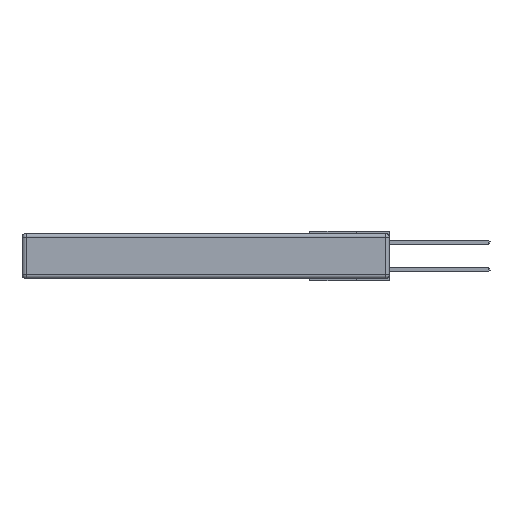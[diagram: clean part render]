
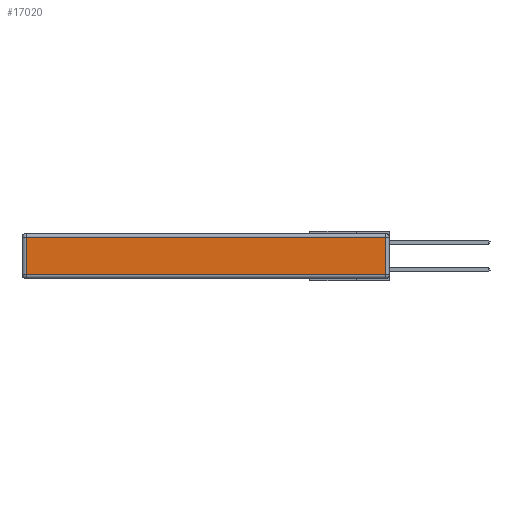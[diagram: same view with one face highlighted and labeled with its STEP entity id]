
A CAD part, left-side view. The second image highlights one B-rep face of the part: STEP entity #17020.
In plain terms, the highlighted planar face has unit normal (-1, 0, 0).
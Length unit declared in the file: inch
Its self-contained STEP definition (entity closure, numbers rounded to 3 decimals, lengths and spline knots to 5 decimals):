
#313 = DIRECTION ( 'NONE',  ( 0., 0., 1. ) ) ;
#431 = CARTESIAN_POINT ( 'NONE',  ( 0., 2.72, -0.03 ) ) ;
#602 = CARTESIAN_POINT ( 'NONE',  ( 0., 0.03, -0.03 ) ) ;
#1319 = VECTOR ( 'NONE', #26548, 39.37008 ) ;
#1465 = ORIENTED_EDGE ( 'NONE', *, *, #21598, .T. ) ;
#2206 = VECTOR ( 'NONE', #16677, 39.37008 ) ;
#3528 = FACE_OUTER_BOUND ( 'NONE', #13731, .T. ) ;
#3929 = EDGE_CURVE ( 'NONE', #18587, #26099, #15177, .T. ) ;
#4794 = VERTEX_POINT ( 'NONE', #23637 ) ;
#4978 = CARTESIAN_POINT ( 'NONE',  ( 0., 2.72, -0.343 ) ) ;
#7074 = VECTOR ( 'NONE', #8845, 39.37008 ) ;
#7109 = AXIS2_PLACEMENT_3D ( 'NONE', #22610, #13536, #313 ) ;
#8845 = DIRECTION ( 'NONE',  ( 0., 1., 0. ) ) ;
#9361 = PLANE ( 'NONE',  #7109 ) ;
#10754 = EDGE_CURVE ( 'NONE', #26099, #26432, #21954, .T. ) ;
#11083 = CARTESIAN_POINT ( 'NONE',  ( 0., 2.75, -0.03 ) ) ;
#13536 = DIRECTION ( 'NONE',  ( -1., 0., 0. ) ) ;
#13731 = EDGE_LOOP ( 'NONE', ( #16876, #22609, #24600, #1465 ) ) ;
#15177 = LINE ( 'NONE', #17531, #1319 ) ;
#16677 = DIRECTION ( 'NONE',  ( 0., -1., 0. ) ) ;
#16876 = ORIENTED_EDGE ( 'NONE', *, *, #26752, .T. ) ;
#17020 = ADVANCED_FACE ( 'NONE', ( #3528 ), #9361, .T. ) ;
#17531 = CARTESIAN_POINT ( 'NONE',  ( 0., 0.03, -0.343 ) ) ;
#18471 = LINE ( 'NONE', #21320, #2206 ) ;
#18587 = VERTEX_POINT ( 'NONE', #18725 ) ;
#18725 = CARTESIAN_POINT ( 'NONE',  ( 0., 0.03, -0.313 ) ) ;
#20264 = DIRECTION ( 'NONE',  ( 0., 0., -1. ) ) ;
#20440 = LINE ( 'NONE', #4978, #25286 ) ;
#21320 = CARTESIAN_POINT ( 'NONE',  ( 0., 0., -0.313 ) ) ;
#21598 = EDGE_CURVE ( 'NONE', #26432, #4794, #20440, .T. ) ;
#21954 = LINE ( 'NONE', #11083, #7074 ) ;
#22609 = ORIENTED_EDGE ( 'NONE', *, *, #3929, .T. ) ;
#22610 = CARTESIAN_POINT ( 'NONE',  ( 0., 0., -0.343 ) ) ;
#23637 = CARTESIAN_POINT ( 'NONE',  ( 0., 2.72, -0.313 ) ) ;
#24600 = ORIENTED_EDGE ( 'NONE', *, *, #10754, .T. ) ;
#25286 = VECTOR ( 'NONE', #20264, 39.37008 ) ;
#26099 = VERTEX_POINT ( 'NONE', #602 ) ;
#26432 = VERTEX_POINT ( 'NONE', #431 ) ;
#26548 = DIRECTION ( 'NONE',  ( 0., 0., 1. ) ) ;
#26752 = EDGE_CURVE ( 'NONE', #4794, #18587, #18471, .T. ) ;
